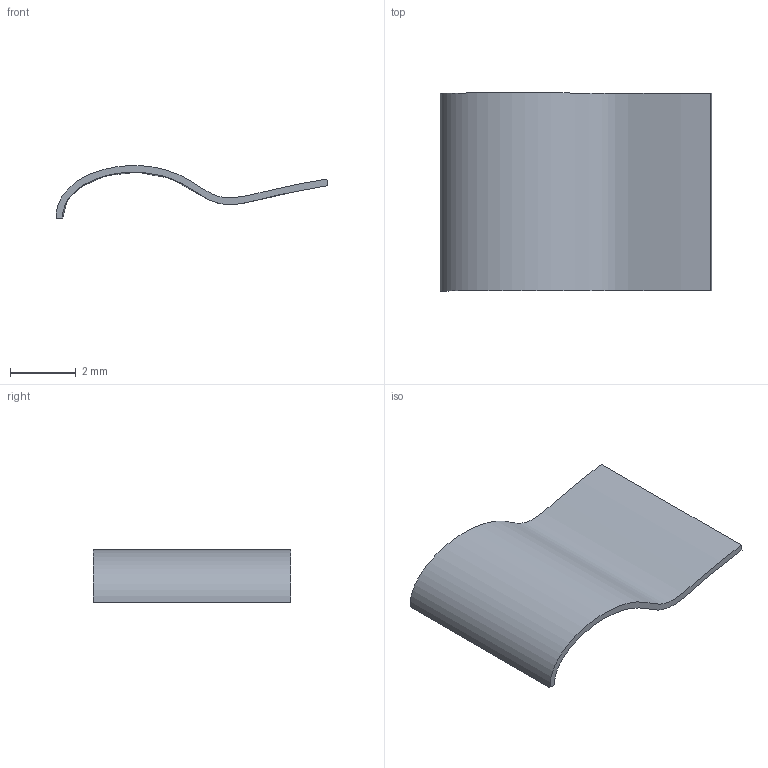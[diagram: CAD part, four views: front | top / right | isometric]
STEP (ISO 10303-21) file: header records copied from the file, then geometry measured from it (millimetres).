
FILE_DESCRIPTION(('FreeCAD Model'),'2;1');
FILE_NAME('Open CASCADE Shape Model','2023-09-24T09:01:14',( 'kicad StepUp'),('ksu MCAD'),'Open CASCADE STEP processor 7.6', 'FreeCAD','Unknown');
FILE_SCHEMA(('AUTOMOTIVE_DESIGN { 1 0 10303 214 1 1 1 1 }'));
Length unit declared in the file: millimetre
Products named in the file (1): Solid
Bounding box: 8.23 x 6 x 1.6 mm (x, y, z)
Volume: 11 mm3; surface area: 115.7 mm2
Topology: 1 solids, 1 shells, 6 faces, 12 edges, 8 vertices
Faces by surface type: plane 4, bspline 2
Entity records: 502 total; most frequent: CARTESIAN_POINT 249, DIRECTION 34, ORIENTED_EDGE 24, LINE 24, VECTOR 24, PCURVE 24, DEFINITIONAL_REPRESENTATION 24, EDGE_CURVE 12
